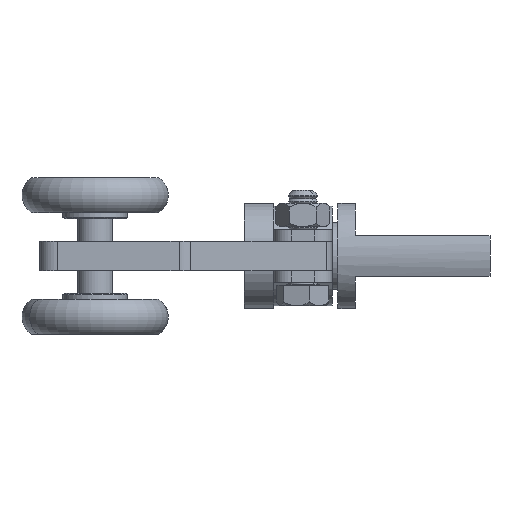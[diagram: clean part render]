
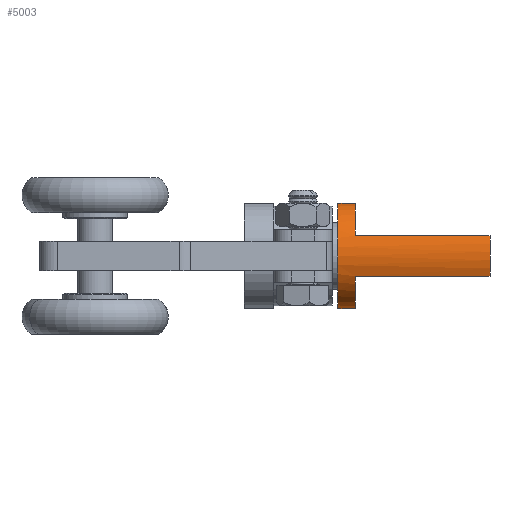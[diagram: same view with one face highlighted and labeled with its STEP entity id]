
A CAD part, left-side view. The second image highlights one B-rep face of the part: STEP entity #5003.
In plain terms, the highlighted cylindrical face has radius 9 mm (diameter 18 mm), a partial arc.
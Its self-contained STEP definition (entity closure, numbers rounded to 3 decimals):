
#143 = AXIS2_PLACEMENT_3D ( 'NONE', #10018, #19833, #8325 ) ;
#169 = CIRCLE ( 'NONE', #14777, 9. ) ;
#538 = DIRECTION ( 'NONE',  ( 0., 1., 0. ) ) ;
#1218 = ORIENTED_EDGE ( 'NONE', *, *, #14333, .F. ) ;
#1508 = DIRECTION ( 'NONE',  ( 0., 1., 0. ) ) ;
#1565 = VERTEX_POINT ( 'NONE', #2629 ) ;
#2323 = DIRECTION ( 'NONE',  ( 0., 0., -1. ) ) ;
#2629 = CARTESIAN_POINT ( 'NONE',  ( -8.292, -37., -3.5 ) ) ;
#2964 = DIRECTION ( 'NONE',  ( 0., -1., 0. ) ) ;
#2976 = LINE ( 'NONE', #17245, #9272 ) ;
#3116 = EDGE_CURVE ( 'NONE', #9193, #6275, #169, .T. ) ;
#3271 = LINE ( 'NONE', #14805, #18932 ) ;
#4069 = AXIS2_PLACEMENT_3D ( 'NONE', #8443, #14216, #7641 ) ;
#5003 = ADVANCED_FACE ( 'NONE', ( #5202 ), #9139, .T. ) ;
#5155 = CARTESIAN_POINT ( 'NONE',  ( -8.292, -37., 3.5 ) ) ;
#5202 = FACE_OUTER_BOUND ( 'NONE', #8506, .T. ) ;
#5372 = CARTESIAN_POINT ( 'NONE',  ( 0., -14., 9. ) ) ;
#5568 = ORIENTED_EDGE ( 'NONE', *, *, #9493, .F. ) ;
#6111 = ORIENTED_EDGE ( 'NONE', *, *, #3116, .T. ) ;
#6275 = VERTEX_POINT ( 'NONE', #7166 ) ;
#7117 = VERTEX_POINT ( 'NONE', #10618 ) ;
#7166 = CARTESIAN_POINT ( 'NONE',  ( 0., -11., -9. ) ) ;
#7173 = CARTESIAN_POINT ( 'NONE',  ( 0., -14., 0. ) ) ;
#7214 = CARTESIAN_POINT ( 'NONE',  ( 0., -11., 0. ) ) ;
#7576 = CIRCLE ( 'NONE', #4069, 9. ) ;
#7641 = DIRECTION ( 'NONE',  ( 0., 0., -1. ) ) ;
#7698 = CARTESIAN_POINT ( 'NONE',  ( -8.292, -37., -3.5 ) ) ;
#7856 = VECTOR ( 'NONE', #9481, 1000. ) ;
#8012 = DIRECTION ( 'NONE',  ( 0., 0., -1. ) ) ;
#8075 = VERTEX_POINT ( 'NONE', #18305 ) ;
#8250 = ORIENTED_EDGE ( 'NONE', *, *, #19631, .T. ) ;
#8325 = DIRECTION ( 'NONE',  ( 0., 0., -1. ) ) ;
#8443 = CARTESIAN_POINT ( 'NONE',  ( 0., -37., 0. ) ) ;
#8506 = EDGE_LOOP ( 'NONE', ( #9617, #11234, #5568, #12441, #11277, #1218, #8250, #6111 ) ) ;
#8720 = DIRECTION ( 'NONE',  ( 0., 1., 0. ) ) ;
#9027 = VERTEX_POINT ( 'NONE', #5372 ) ;
#9139 = CYLINDRICAL_SURFACE ( 'NONE', #19855, 9. ) ;
#9193 = VERTEX_POINT ( 'NONE', #16326 ) ;
#9272 = VECTOR ( 'NONE', #20811, 1000. ) ;
#9481 = DIRECTION ( 'NONE',  ( 0., 1., 0. ) ) ;
#9493 = EDGE_CURVE ( 'NONE', #1565, #7117, #13081, .T. ) ;
#9617 = ORIENTED_EDGE ( 'NONE', *, *, #15851, .F. ) ;
#9733 = EDGE_CURVE ( 'NONE', #14519, #1565, #7576, .T. ) ;
#9870 = AXIS2_PLACEMENT_3D ( 'NONE', #11309, #2964, #8012 ) ;
#10018 = CARTESIAN_POINT ( 'NONE',  ( 0., -14., 0. ) ) ;
#10335 = CARTESIAN_POINT ( 'NONE',  ( 0., -14., 9. ) ) ;
#10390 = DIRECTION ( 'NONE',  ( 0., -1., 0. ) ) ;
#10618 = CARTESIAN_POINT ( 'NONE',  ( -8.292, -14., -3.5 ) ) ;
#11234 = ORIENTED_EDGE ( 'NONE', *, *, #16279, .F. ) ;
#11277 = ORIENTED_EDGE ( 'NONE', *, *, #15211, .T. ) ;
#11309 = CARTESIAN_POINT ( 'NONE',  ( 0., -14., 0. ) ) ;
#12441 = ORIENTED_EDGE ( 'NONE', *, *, #9733, .F. ) ;
#13081 = LINE ( 'NONE', #7698, #7856 ) ;
#14216 = DIRECTION ( 'NONE',  ( 0., -1., 0. ) ) ;
#14333 = EDGE_CURVE ( 'NONE', #9027, #8075, #17670, .T. ) ;
#14519 = VERTEX_POINT ( 'NONE', #5155 ) ;
#14777 = AXIS2_PLACEMENT_3D ( 'NONE', #7214, #10390, #2323 ) ;
#14805 = CARTESIAN_POINT ( 'NONE',  ( -8.292, -37., 3.5 ) ) ;
#15211 = EDGE_CURVE ( 'NONE', #14519, #8075, #3271, .T. ) ;
#15851 = EDGE_CURVE ( 'NONE', #16498, #6275, #2976, .T. ) ;
#16279 = EDGE_CURVE ( 'NONE', #7117, #16498, #18985, .T. ) ;
#16326 = CARTESIAN_POINT ( 'NONE',  ( 0., -11., 9. ) ) ;
#16498 = VERTEX_POINT ( 'NONE', #20668 ) ;
#16774 = LINE ( 'NONE', #10335, #21444 ) ;
#17245 = CARTESIAN_POINT ( 'NONE',  ( 0., -14., -9. ) ) ;
#17670 = CIRCLE ( 'NONE', #143, 9. ) ;
#18305 = CARTESIAN_POINT ( 'NONE',  ( -8.292, -14., 3.5 ) ) ;
#18721 = DIRECTION ( 'NONE',  ( 0., 0., 1. ) ) ;
#18932 = VECTOR ( 'NONE', #1508, 1000. ) ;
#18985 = CIRCLE ( 'NONE', #9870, 9. ) ;
#19631 = EDGE_CURVE ( 'NONE', #9027, #9193, #16774, .T. ) ;
#19833 = DIRECTION ( 'NONE',  ( 0., -1., 0. ) ) ;
#19855 = AXIS2_PLACEMENT_3D ( 'NONE', #7173, #538, #18721 ) ;
#20668 = CARTESIAN_POINT ( 'NONE',  ( 0., -14., -9. ) ) ;
#20811 = DIRECTION ( 'NONE',  ( 0., 1., 0. ) ) ;
#21444 = VECTOR ( 'NONE', #8720, 1000. ) ;
